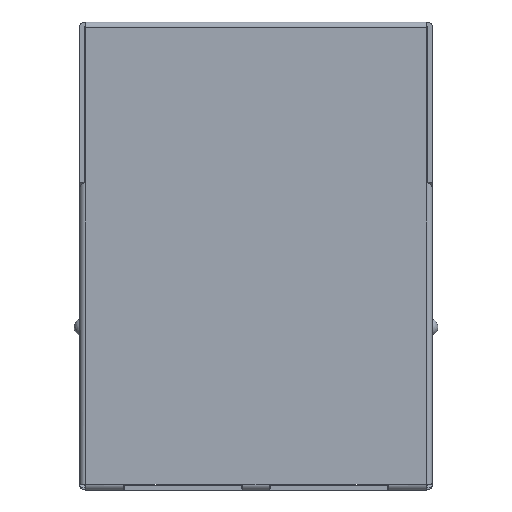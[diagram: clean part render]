
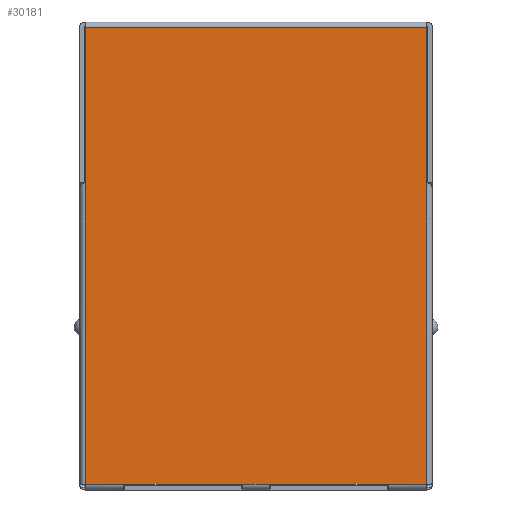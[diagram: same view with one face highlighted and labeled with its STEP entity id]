
A CAD part, front view. The second image highlights one B-rep face of the part: STEP entity #30181.
In plain terms, the highlighted planar face has unit normal (0, -1, 0).
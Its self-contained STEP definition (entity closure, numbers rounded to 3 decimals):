
#26834=DIRECTION('',(-1.,0.,0.));
#26835=VECTOR('',#26834,1.3);
#26836=CARTESIAN_POINT('',(0.65,-12.9,-20.65));
#26837=LINE('',#26836,#26835);
#26847=CARTESIAN_POINT('',(0.65,-12.9,-20.65));
#26926=DIRECTION('',(1.,0.,0.));
#26927=VECTOR('',#26926,5.28);
#26928=CARTESIAN_POINT('',(0.65,-12.9,-20.65));
#26929=LINE('',#26928,#26927);
#26930=DIRECTION('',(1.,0.,0.));
#26931=VECTOR('',#26930,5.28);
#26932=CARTESIAN_POINT('',(-5.93,-12.9,-20.65));
#26933=LINE('',#26932,#26931);
#26938=DIRECTION('',(-1.,0.,0.));
#26939=VECTOR('',#26938,1.79);
#26940=CARTESIAN_POINT('',(-5.93,-12.9,-20.65));
#26941=LINE('',#26940,#26939);
#27226=DIRECTION('',(-1.,0.,0.));
#27227=VECTOR('',#27226,1.79);
#27228=CARTESIAN_POINT('',(7.72,-12.9,-20.65));
#27229=LINE('',#27228,#27227);
#27400=DIRECTION('',(0.,0.,-1.));
#27401=VECTOR('',#27400,13.627);
#27402=CARTESIAN_POINT('',(7.72,-12.9,-7.023));
#27403=LINE('',#27402,#27401);
#27467=DIRECTION('',(0.,0.,-1.));
#27468=VECTOR('',#27467,7.023);
#27469=CARTESIAN_POINT('',(7.72,-12.9,0.));
#27470=LINE('',#27469,#27468);
#28317=DIRECTION('',(0.,0.,1.));
#28318=VECTOR('',#28317,7.023);
#28319=CARTESIAN_POINT('',(-7.72,-12.9,-7.023));
#28320=LINE('',#28319,#28318);
#28329=DIRECTION('',(1.,0.,0.));
#28330=VECTOR('',#28329,15.44);
#28331=CARTESIAN_POINT('',(-7.72,-12.9,0.));
#28332=LINE('',#28331,#28330);
#28393=DIRECTION('',(0.,0.,1.));
#28394=VECTOR('',#28393,13.627);
#28395=CARTESIAN_POINT('',(-7.72,-12.9,-20.65));
#28396=LINE('',#28395,#28394);
#29301=VERTEX_POINT('',#26847);
#29302=CARTESIAN_POINT('',(-0.65,-12.9,-20.65));
#29303=VERTEX_POINT('',#29302);
#29317=CARTESIAN_POINT('',(7.72,-12.9,-20.65));
#29318=VERTEX_POINT('',#29317);
#29319=CARTESIAN_POINT('',(5.93,-12.9,-20.65));
#29320=VERTEX_POINT('',#29319);
#29819=CARTESIAN_POINT('',(-5.93,-12.9,-20.65));
#29820=CARTESIAN_POINT('',(-7.72,-12.9,-20.65));
#29821=VERTEX_POINT('',#29819);
#29822=VERTEX_POINT('',#29820);
#29823=CARTESIAN_POINT('',(7.72,-12.9,-7.023));
#29824=VERTEX_POINT('',#29823);
#29825=CARTESIAN_POINT('',(7.72,-12.9,0.));
#29826=VERTEX_POINT('',#29825);
#29827=CARTESIAN_POINT('',(-7.72,-12.9,0.));
#29828=VERTEX_POINT('',#29827);
#29829=CARTESIAN_POINT('',(-7.72,-12.9,-7.023));
#29830=VERTEX_POINT('',#29829);
#30156=CARTESIAN_POINT('',(0.,-12.9,0.));
#30157=DIRECTION('',(0.,-1.,0.));
#30158=DIRECTION('',(0.,0.,-1.));
#30159=AXIS2_PLACEMENT_3D('',#30156,#30157,#30158);
#30160=PLANE('',#30159);
#30162=ORIENTED_EDGE('',*,*,#30161,.T.);
#30164=ORIENTED_EDGE('',*,*,#30163,.T.);
#30166=ORIENTED_EDGE('',*,*,#30165,.T.);
#30168=ORIENTED_EDGE('',*,*,#30167,.T.);
#30170=ORIENTED_EDGE('',*,*,#30169,.T.);
#30172=ORIENTED_EDGE('',*,*,#30171,.T.);
#30174=ORIENTED_EDGE('',*,*,#30173,.T.);
#30175=ORIENTED_EDGE('',*,*,#30147,.F.);
#30176=ORIENTED_EDGE('',*,*,#30061,.T.);
#30178=ORIENTED_EDGE('',*,*,#30177,.F.);
#30179=EDGE_LOOP('',(#30162,#30164,#30166,#30168,#30170,#30172,#30174,#30175,
#30176,#30178));
#30180=FACE_OUTER_BOUND('',#30179,.F.);
#30061=EDGE_CURVE('',#29301,#29303,#26837,.T.);
#30147=EDGE_CURVE('',#29301,#29320,#26929,.T.);
#30161=EDGE_CURVE('',#29821,#29822,#26941,.T.);
#30163=EDGE_CURVE('',#29822,#29830,#28396,.T.);
#30165=EDGE_CURVE('',#29830,#29828,#28320,.T.);
#30167=EDGE_CURVE('',#29828,#29826,#28332,.T.);
#30169=EDGE_CURVE('',#29826,#29824,#27470,.T.);
#30171=EDGE_CURVE('',#29824,#29318,#27403,.T.);
#30173=EDGE_CURVE('',#29318,#29320,#27229,.T.);
#30177=EDGE_CURVE('',#29821,#29303,#26933,.T.);
#30181=ADVANCED_FACE('',(#30180),#30160,.T.);
